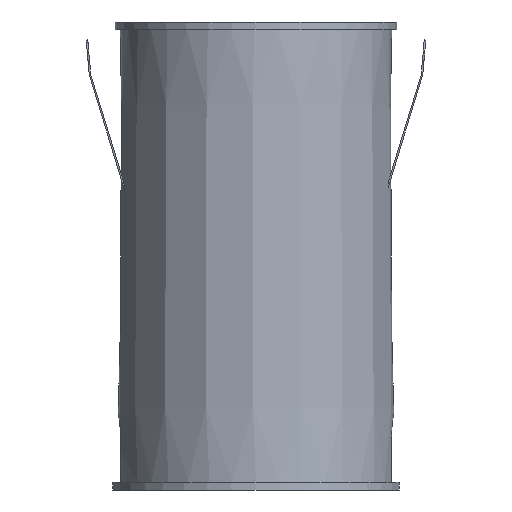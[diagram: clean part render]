
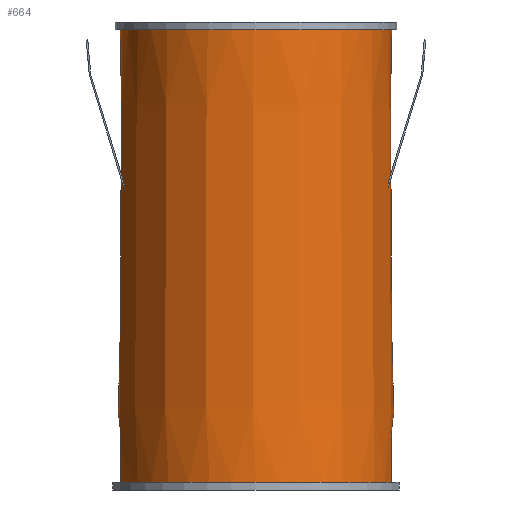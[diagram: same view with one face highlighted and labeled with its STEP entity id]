
A CAD part, left-side view. The second image highlights one B-rep face of the part: STEP entity #664.
In plain terms, the highlighted conical face has half-angle 0.3 degrees and reference radius 27 mm.
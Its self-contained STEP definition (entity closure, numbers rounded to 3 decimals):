
#641=B_SPLINE_CURVE_WITH_KNOTS('',3,(#3407,#3408,#3409,#3410,#3411,#3412,
#3413,#3414,#3415,#3416),.UNSPECIFIED.,.F.,.F.,(4,2,2,2,4),(0.,0.25,0.5,
0.75,1.),.UNSPECIFIED.);
#642=B_SPLINE_CURVE_WITH_KNOTS('',3,(#3421,#3422,#3423,#3424,#3425,#3426,
#3427,#3428,#3429,#3430),.UNSPECIFIED.,.F.,.F.,(4,2,2,2,4),(0.,0.25,0.5,
0.75,1.),.UNSPECIFIED.);
#653=ELLIPSE('',#2385,768.163,26.505);
#654=ELLIPSE('',#2386,768.163,26.505);
#655=ELLIPSE('',#2387,768.163,26.505);
#656=ELLIPSE('',#2388,768.163,26.505);
#664=ADVANCED_FACE('',(#812,#813),#805,.T.);
#805=CONICAL_SURFACE('',#2389,27.,0.3);
#812=FACE_BOUND('',#938,.T.);
#813=FACE_BOUND('',#939,.T.);
#938=EDGE_LOOP('',(#1160));
#939=EDGE_LOOP('',(#1161,#1162,#1163,#1164,#1165,#1166,#1167,#1168));
#1160=ORIENTED_EDGE('',*,*,#1967,.F.);
#1161=ORIENTED_EDGE('',*,*,#1968,.F.);
#1162=ORIENTED_EDGE('',*,*,#1969,.T.);
#1163=ORIENTED_EDGE('',*,*,#1970,.T.);
#1164=ORIENTED_EDGE('',*,*,#1971,.T.);
#1165=ORIENTED_EDGE('',*,*,#1963,.F.);
#1166=ORIENTED_EDGE('',*,*,#1972,.T.);
#1167=ORIENTED_EDGE('',*,*,#1973,.T.);
#1168=ORIENTED_EDGE('',*,*,#1974,.T.);
#1748=VERTEX_POINT('',#3392);
#1749=VERTEX_POINT('',#3394);
#1750=VERTEX_POINT('',#3401);
#1751=VERTEX_POINT('',#3403);
#1752=VERTEX_POINT('',#3404);
#1753=VERTEX_POINT('',#3406);
#1754=VERTEX_POINT('',#3417);
#1755=VERTEX_POINT('',#3420);
#1756=VERTEX_POINT('',#3431);
#1963=EDGE_CURVE('',#1748,#1749,#2252,.T.);
#1967=EDGE_CURVE('',#1750,#1750,#2253,.T.);
#1968=EDGE_CURVE('',#1751,#1752,#2254,.T.);
#1969=EDGE_CURVE('',#1751,#1753,#653,.T.);
#1970=EDGE_CURVE('',#1753,#1754,#641,.T.);
#1971=EDGE_CURVE('',#1754,#1749,#654,.T.);
#1972=EDGE_CURVE('',#1748,#1755,#655,.T.);
#1973=EDGE_CURVE('',#1755,#1756,#642,.T.);
#1974=EDGE_CURVE('',#1756,#1752,#656,.T.);
#2252=CIRCLE('',#2378,27.);
#2253=CIRCLE('',#2383,26.537);
#2254=CIRCLE('',#2384,27.);
#2378=AXIS2_PLACEMENT_3D('',#3393,#2668,#2669);
#2383=AXIS2_PLACEMENT_3D('',#3400,#2679,#2680);
#2384=AXIS2_PLACEMENT_3D('',#3402,#2681,#2682);
#2385=AXIS2_PLACEMENT_3D('',#3405,#2683,#2684);
#2386=AXIS2_PLACEMENT_3D('',#3418,#2685,#2686);
#2387=AXIS2_PLACEMENT_3D('',#3419,#2687,#2688);
#2388=AXIS2_PLACEMENT_3D('',#3432,#2689,#2690);
#2389=AXIS2_PLACEMENT_3D('',#3433,#2691,#2692);
#2668=DIRECTION('',(0.,0.,-1.));
#2669=DIRECTION('',(-1.,0.,0.));
#2679=DIRECTION('',(0.,0.,1.));
#2680=DIRECTION('',(1.,0.,0.));
#2681=DIRECTION('',(0.,0.,-1.));
#2682=DIRECTION('',(-1.,0.,0.));
#2683=DIRECTION('',(0.999,0.,0.035));
#2684=DIRECTION('',(0.035,0.,-0.999));
#2685=DIRECTION('',(-0.999,0.,0.035));
#2686=DIRECTION('',(-0.035,0.,-0.999));
#2687=DIRECTION('',(-0.999,0.,0.035));
#2688=DIRECTION('',(-0.035,0.,-0.999));
#2689=DIRECTION('',(0.999,0.,0.035));
#2690=DIRECTION('',(0.035,0.,-0.999));
#2691=DIRECTION('',(0.,0.,-1.));
#2692=DIRECTION('',(-1.,0.,0.));
#3392=CARTESIAN_POINT('',(-5.297,-26.475,-90.));
#3393=CARTESIAN_POINT('',(0.,0.,-90.));
#3394=CARTESIAN_POINT('',(-5.297,26.475,-90.));
#3400=CARTESIAN_POINT('',(0.,0.,-1.5));
#3401=CARTESIAN_POINT('',(26.537,0.,-1.5));
#3402=CARTESIAN_POINT('',(0.,0.,-90.));
#3403=CARTESIAN_POINT('',(5.297,26.475,-90.));
#3404=CARTESIAN_POINT('',(5.297,-26.475,-90.));
#3405=CARTESIAN_POINT('',(4.02,0.,-53.427));
#3406=CARTESIAN_POINT('',(5.,26.488,-81.5));
#3407=CARTESIAN_POINT('',(5.,26.488,-81.5));
#3408=CARTESIAN_POINT('',(5.,26.481,-80.176));
#3409=CARTESIAN_POINT('',(4.456,26.587,-78.884));
#3410=CARTESIAN_POINT('',(2.615,26.821,-77.044));
#3411=CARTESIAN_POINT('',(1.311,26.929,-76.501));
#3412=CARTESIAN_POINT('',(-1.303,26.929,-76.499));
#3413=CARTESIAN_POINT('',(-2.603,26.822,-77.033));
#3414=CARTESIAN_POINT('',(-4.464,26.586,-78.892));
#3415=CARTESIAN_POINT('',(-5.,26.481,-80.176));
#3416=CARTESIAN_POINT('',(-5.,26.488,-81.5));
#3417=CARTESIAN_POINT('',(-5.,26.488,-81.5));
#3418=CARTESIAN_POINT('',(-4.02,0.,-53.427));
#3419=CARTESIAN_POINT('',(-4.02,0.,-53.427));
#3420=CARTESIAN_POINT('',(-5.,-26.488,-81.5));
#3421=CARTESIAN_POINT('',(-5.,-26.488,-81.5));
#3422=CARTESIAN_POINT('',(-5.,-26.481,-80.176));
#3423=CARTESIAN_POINT('',(-4.456,-26.587,-78.884));
#3424=CARTESIAN_POINT('',(-2.615,-26.821,-77.044));
#3425=CARTESIAN_POINT('',(-1.311,-26.929,-76.501));
#3426=CARTESIAN_POINT('',(1.303,-26.929,-76.499));
#3427=CARTESIAN_POINT('',(2.603,-26.822,-77.033));
#3428=CARTESIAN_POINT('',(4.464,-26.586,-78.892));
#3429=CARTESIAN_POINT('',(5.,-26.481,-80.176));
#3430=CARTESIAN_POINT('',(5.,-26.488,-81.5));
#3431=CARTESIAN_POINT('',(5.,-26.488,-81.5));
#3432=CARTESIAN_POINT('',(4.02,0.,-53.427));
#3433=CARTESIAN_POINT('',(0.,0.,-90.));
